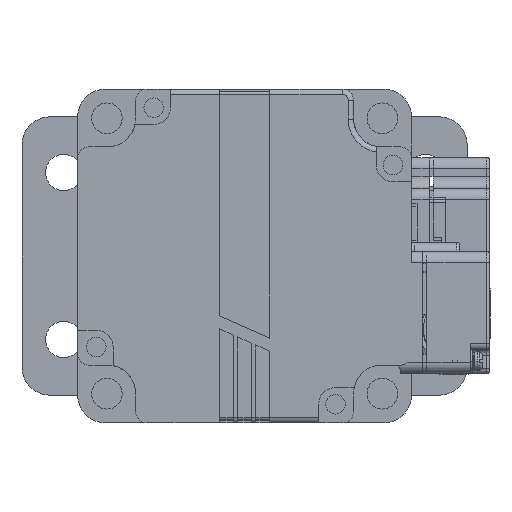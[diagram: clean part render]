
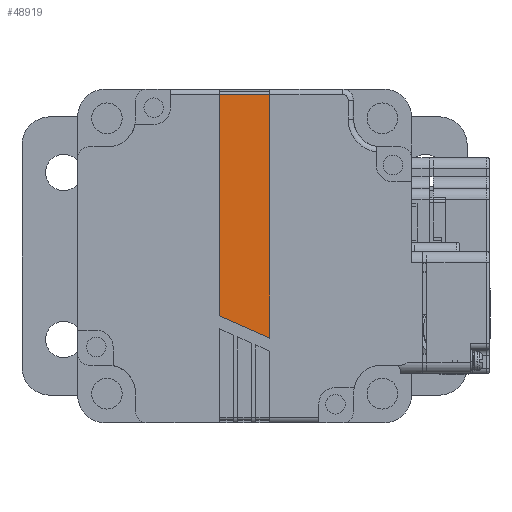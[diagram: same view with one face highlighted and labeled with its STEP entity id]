
A CAD part, front view. The second image highlights one B-rep face of the part: STEP entity #48919.
In plain terms, the highlighted face is planar.
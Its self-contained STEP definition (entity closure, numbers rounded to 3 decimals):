
#3989 = LINE ( 'NONE', #26086, #57492 ) ;
#4039 = DIRECTION ( 'NONE',  ( 0., 0., 1. ) ) ;
#4699 = CARTESIAN_POINT ( 'NONE',  ( 29., 4.5, -99.6 ) ) ;
#7035 = VERTEX_POINT ( 'NONE', #31069 ) ;
#8163 = DIRECTION ( 'NONE',  ( -1., 0., 0. ) ) ;
#9403 = CARTESIAN_POINT ( 'NONE',  ( -14.75, 4.5, -99.6 ) ) ;
#9827 = DIRECTION ( 'NONE',  ( 1., 0., 0. ) ) ;
#12214 = LINE ( 'NONE', #45497, #46836 ) ;
#13212 = CARTESIAN_POINT ( 'NONE',  ( -10.743, -4.5, -99.6 ) ) ;
#13327 = ORIENTED_EDGE ( 'NONE', *, *, #30241, .F. ) ;
#14141 = VECTOR ( 'NONE', #8163, 1000. ) ;
#14633 = LINE ( 'NONE', #19031, #14141 ) ;
#19031 = CARTESIAN_POINT ( 'NONE',  ( 29., -4.5, -99.6 ) ) ;
#20894 = VERTEX_POINT ( 'NONE', #62717 ) ;
#22966 = EDGE_LOOP ( 'NONE', ( #55091, #63935, #13327, #36742 ) ) ;
#26086 = CARTESIAN_POINT ( 'NONE',  ( -14.75, 4.5, -99.6 ) ) ;
#26130 = VERTEX_POINT ( 'NONE', #13212 ) ;
#26861 = AXIS2_PLACEMENT_3D ( 'NONE', #52894, #4039, #9827 ) ;
#30241 = EDGE_CURVE ( 'NONE', #20894, #26130, #3989, .T. ) ;
#31069 = CARTESIAN_POINT ( 'NONE',  ( 29., -4.5, -99.6 ) ) ;
#36742 = ORIENTED_EDGE ( 'NONE', *, *, #59112, .T. ) ;
#41558 = VERTEX_POINT ( 'NONE', #4699 ) ;
#45497 = CARTESIAN_POINT ( 'NONE',  ( 29., 4.5, -99.6 ) ) ;
#46836 = VECTOR ( 'NONE', #51290, 1000. ) ;
#48138 = DIRECTION ( 'NONE',  ( 0.407, -0.914, 0. ) ) ;
#48919 = ADVANCED_FACE ( 'NONE', ( #64824 ), #58315, .F. ) ;
#50660 = VECTOR ( 'NONE', #64040, 1000. ) ;
#51290 = DIRECTION ( 'NONE',  ( 0., -1., 0. ) ) ;
#52671 = EDGE_CURVE ( 'NONE', #41558, #7035, #12214, .T. ) ;
#52894 = CARTESIAN_POINT ( 'NONE',  ( 0., 0., -99.6 ) ) ;
#55091 = ORIENTED_EDGE ( 'NONE', *, *, #52671, .T. ) ;
#57492 = VECTOR ( 'NONE', #48138, 1000. ) ;
#58315 = PLANE ( 'NONE',  #26861 ) ;
#59112 = EDGE_CURVE ( 'NONE', #20894, #41558, #70534, .T. ) ;
#62717 = CARTESIAN_POINT ( 'NONE',  ( -14.75, 4.5, -99.6 ) ) ;
#63442 = EDGE_CURVE ( 'NONE', #7035, #26130, #14633, .T. ) ;
#63935 = ORIENTED_EDGE ( 'NONE', *, *, #63442, .T. ) ;
#64040 = DIRECTION ( 'NONE',  ( 1., 0., 0. ) ) ;
#64824 = FACE_OUTER_BOUND ( 'NONE', #22966, .T. ) ;
#70534 = LINE ( 'NONE', #9403, #50660 ) ;
